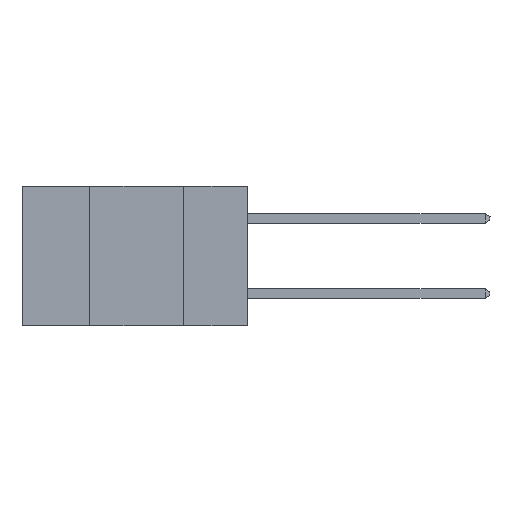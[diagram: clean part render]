
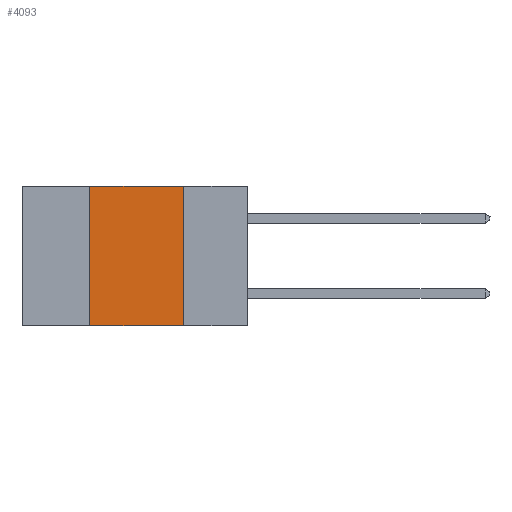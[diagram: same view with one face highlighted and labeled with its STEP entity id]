
A CAD part, left-side view. The second image highlights one B-rep face of the part: STEP entity #4093.
In plain terms, the highlighted planar face has unit normal (-1, 0, 0).
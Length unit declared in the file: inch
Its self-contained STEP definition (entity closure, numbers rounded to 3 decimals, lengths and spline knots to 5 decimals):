
#46 = EDGE_CURVE ( 'NONE', #15380, #4606, #11267, .T. ) ;
#307 = VECTOR ( 'NONE', #4579, 39.37008 ) ;
#487 = CARTESIAN_POINT ( 'NONE',  ( 0., 0.42, -0.37 ) ) ;
#629 = PLANE ( 'NONE',  #806 ) ;
#726 = EDGE_CURVE ( 'NONE', #15380, #5455, #2881, .T. ) ;
#806 = AXIS2_PLACEMENT_3D ( 'NONE', #10122, #2296, #2073 ) ;
#2073 = DIRECTION ( 'NONE',  ( 0., 0., -1. ) ) ;
#2296 = DIRECTION ( 'NONE',  ( 1., 0., 0. ) ) ;
#2687 = DIRECTION ( 'NONE',  ( 0., 0., 1. ) ) ;
#2881 = LINE ( 'NONE', #7947, #307 ) ;
#4093 = ADVANCED_FACE ( 'NONE', ( #7533 ), #629, .F. ) ;
#4101 = LINE ( 'NONE', #12727, #20842 ) ;
#4579 = DIRECTION ( 'NONE',  ( 0., -1., 0. ) ) ;
#4606 = VERTEX_POINT ( 'NONE', #18590 ) ;
#4607 = CARTESIAN_POINT ( 'NONE',  ( 0., 0.17, -0.37 ) ) ;
#5455 = VERTEX_POINT ( 'NONE', #4607 ) ;
#5966 = CARTESIAN_POINT ( 'NONE',  ( 0., 0.42, 0. ) ) ;
#6655 = ORIENTED_EDGE ( 'NONE', *, *, #46, .F. ) ;
#6719 = CARTESIAN_POINT ( 'NONE',  ( 0., 0.17, 0. ) ) ;
#7377 = ORIENTED_EDGE ( 'NONE', *, *, #726, .T. ) ;
#7533 = FACE_OUTER_BOUND ( 'NONE', #8541, .T. ) ;
#7947 = CARTESIAN_POINT ( 'NONE',  ( 0., 0.6, -0.37 ) ) ;
#8204 = EDGE_CURVE ( 'NONE', #4606, #17225, #17103, .T. ) ;
#8541 = EDGE_LOOP ( 'NONE', ( #18254, #14075, #6655, #7377 ) ) ;
#10122 = CARTESIAN_POINT ( 'NONE',  ( 0., 0.6, 0. ) ) ;
#10294 = EDGE_CURVE ( 'NONE', #17225, #5455, #4101, .T. ) ;
#11267 = LINE ( 'NONE', #5966, #12309 ) ;
#12308 = CARTESIAN_POINT ( 'NONE',  ( 0., 0.6, 0. ) ) ;
#12309 = VECTOR ( 'NONE', #2687, 39.37008 ) ;
#12727 = CARTESIAN_POINT ( 'NONE',  ( 0., 0.17, 0. ) ) ;
#12926 = DIRECTION ( 'NONE',  ( 0., 0., -1. ) ) ;
#13793 = VECTOR ( 'NONE', #15553, 39.37008 ) ;
#14075 = ORIENTED_EDGE ( 'NONE', *, *, #8204, .F. ) ;
#15380 = VERTEX_POINT ( 'NONE', #487 ) ;
#15553 = DIRECTION ( 'NONE',  ( 0., -1., 0. ) ) ;
#17103 = LINE ( 'NONE', #12308, #13793 ) ;
#17225 = VERTEX_POINT ( 'NONE', #6719 ) ;
#18254 = ORIENTED_EDGE ( 'NONE', *, *, #10294, .F. ) ;
#18590 = CARTESIAN_POINT ( 'NONE',  ( 0., 0.42, 0. ) ) ;
#20842 = VECTOR ( 'NONE', #12926, 39.37008 ) ;
